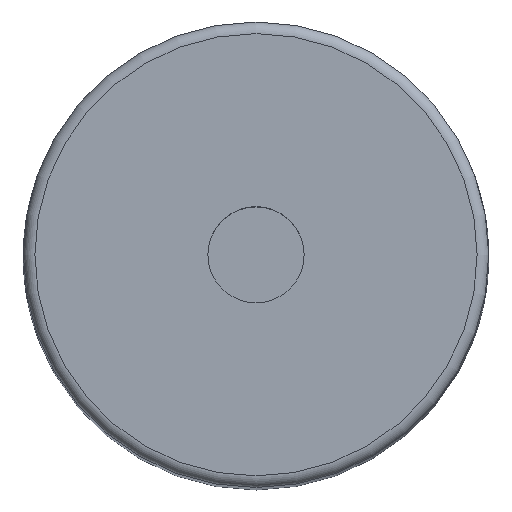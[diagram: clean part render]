
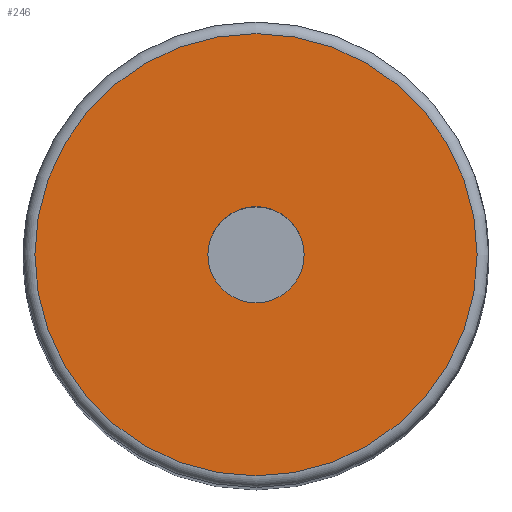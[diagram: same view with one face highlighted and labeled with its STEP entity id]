
A CAD part, top view. The second image highlights one B-rep face of the part: STEP entity #246.
In plain terms, the highlighted planar face has unit normal (0, 0, 1).
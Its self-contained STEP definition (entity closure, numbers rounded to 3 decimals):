
#212=CARTESIAN_POINT('',(9.5,0.0,62.));
#213=VERTEX_POINT('',#212);
#214=CARTESIAN_POINT('',(0.0,0.0,62.));
#215=DIRECTION('',(0.0,0.0,-1.0));
#216=DIRECTION('',(-1.0,0.0,0.0));
#217=AXIS2_PLACEMENT_3D('',#214,#215,#216);
#218=CIRCLE('',#217,9.5);
#219=EDGE_CURVE('',#213,#213,#218,.T.);
#227=CARTESIAN_POINT('',(5.,0.0,62.));
#228=DIRECTION('',(0.0,0.0,1.0));
#229=DIRECTION('',(1.0,0.0,0.0));
#230=AXIS2_PLACEMENT_3D('',#227,#228,#229);
#231=PLANE('',#230);
#232=ORIENTED_EDGE('',*,*,#219,.F.);
#233=EDGE_LOOP('',(#232));
#234=FACE_OUTER_BOUND('',#233,.T.);
#235=CARTESIAN_POINT('',(2.067,0.0,62.));
#236=VERTEX_POINT('',#235);
#237=CARTESIAN_POINT('',(0.0,0.0,62.));
#238=DIRECTION('',(0.0,0.0,-1.0));
#239=DIRECTION('',(1.0,0.0,0.0));
#240=AXIS2_PLACEMENT_3D('',#237,#238,#239);
#241=CIRCLE('',#240,2.067);
#242=EDGE_CURVE('',#236,#236,#241,.T.);
#243=ORIENTED_EDGE('',*,*,#242,.T.);
#244=EDGE_LOOP('',(#243));
#245=FACE_BOUND('',#244,.T.);
#246=ADVANCED_FACE('',(#234,#245),#231,.T.);
